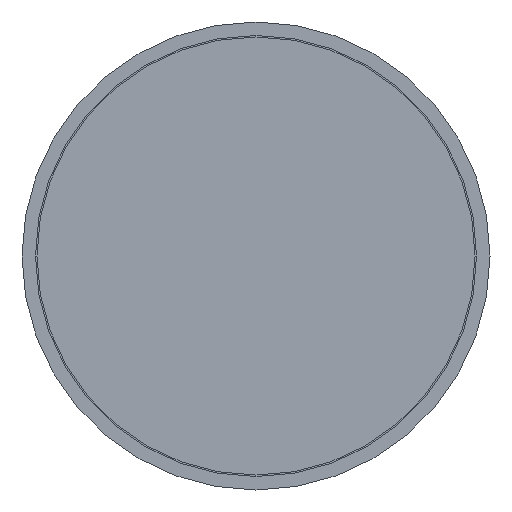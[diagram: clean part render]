
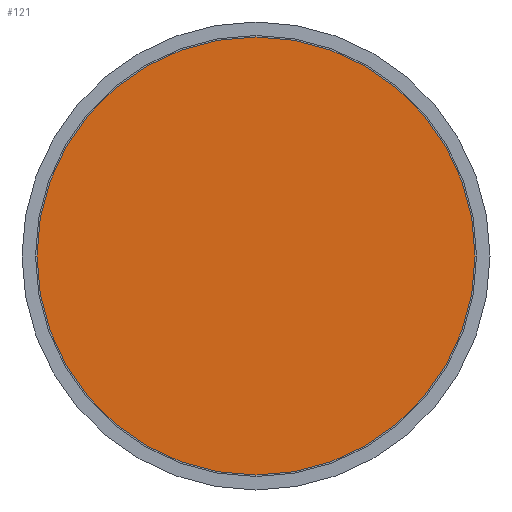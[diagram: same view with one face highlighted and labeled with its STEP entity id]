
A CAD part, left-side view. The second image highlights one B-rep face of the part: STEP entity #121.
In plain terms, the highlighted planar face has unit normal (-1, 0, 0).
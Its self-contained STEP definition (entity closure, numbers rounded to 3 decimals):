
#14 = CARTESIAN_POINT ( 'NONE',  ( 0., 0., -14. ) ) ;
#15 = VERTEX_POINT ( 'NONE', #14 ) ;
#19 = ORIENTED_EDGE ( 'NONE', *, *, #531, .T. ) ;
#104 = CARTESIAN_POINT ( 'NONE',  ( 0., 0., 0. ) ) ;
#119 = DIRECTION ( 'NONE',  ( -1., 0., 0. ) ) ;
#121 = ADVANCED_FACE ( 'NONE', ( #492 ), #484, .F. ) ;
#133 = AXIS2_PLACEMENT_3D ( 'NONE', #352, #532, #254 ) ;
#174 = AXIS2_PLACEMENT_3D ( 'NONE', #104, #119, #550 ) ;
#189 = CARTESIAN_POINT ( 'NONE',  ( 0., 0., 14. ) ) ;
#254 = DIRECTION ( 'NONE',  ( 0., 0., -1. ) ) ;
#276 = ORIENTED_EDGE ( 'NONE', *, *, #393, .T. ) ;
#286 = DIRECTION ( 'NONE',  ( 0., 0., 1. ) ) ;
#323 = CIRCLE ( 'NONE', #174, 14. ) ;
#352 = CARTESIAN_POINT ( 'NONE',  ( 0., 0., 0. ) ) ;
#363 = EDGE_LOOP ( 'NONE', ( #19, #276 ) ) ;
#367 = VERTEX_POINT ( 'NONE', #189 ) ;
#390 = AXIS2_PLACEMENT_3D ( 'NONE', #548, #524, #286 ) ;
#393 = EDGE_CURVE ( 'NONE', #15, #367, #323, .T. ) ;
#484 = PLANE ( 'NONE',  #133 ) ;
#492 = FACE_OUTER_BOUND ( 'NONE', #363, .T. ) ;
#520 = CIRCLE ( 'NONE', #390, 14. ) ;
#524 = DIRECTION ( 'NONE',  ( -1., 0., 0. ) ) ;
#531 = EDGE_CURVE ( 'NONE', #367, #15, #520, .T. ) ;
#532 = DIRECTION ( 'NONE',  ( 1., 0., 0. ) ) ;
#548 = CARTESIAN_POINT ( 'NONE',  ( 0., 0., 0. ) ) ;
#550 = DIRECTION ( 'NONE',  ( 0., 0., 1. ) ) ;
